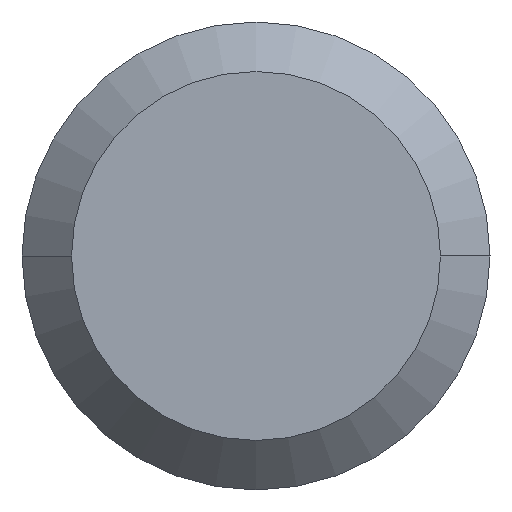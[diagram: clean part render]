
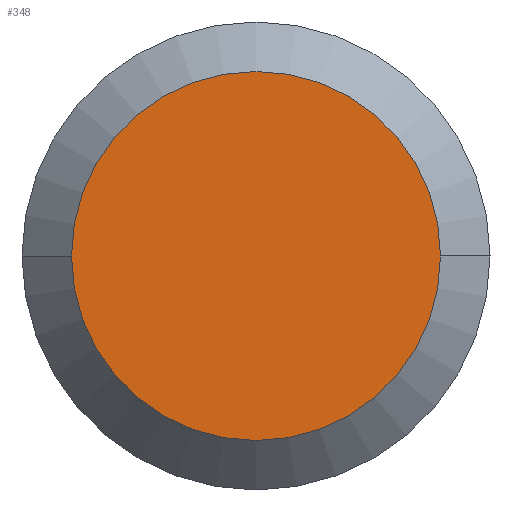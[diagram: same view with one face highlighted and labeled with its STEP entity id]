
A CAD part, left-side view. The second image highlights one B-rep face of the part: STEP entity #348.
In plain terms, the highlighted planar face has unit normal (-1, 0, 0).
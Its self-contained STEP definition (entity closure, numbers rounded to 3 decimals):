
#9 = DIRECTION ( 'NONE',  ( 1., 0., 0. ) ) ;
#14 = CIRCLE ( 'NONE', #21, 2.365 ) ;
#21 = AXIS2_PLACEMENT_3D ( 'NONE', #179, #9, #209 ) ;
#36 = CARTESIAN_POINT ( 'NONE',  ( 0., 0., 0. ) ) ;
#54 = EDGE_LOOP ( 'NONE', ( #85, #94 ) ) ;
#68 = CARTESIAN_POINT ( 'NONE',  ( 0., -2.365, 0. ) ) ;
#85 = ORIENTED_EDGE ( 'NONE', *, *, #298, .F. ) ;
#94 = ORIENTED_EDGE ( 'NONE', *, *, #147, .F. ) ;
#121 = DIRECTION ( 'NONE',  ( 1., 0., 0. ) ) ;
#144 = VERTEX_POINT ( 'NONE', #390 ) ;
#147 = EDGE_CURVE ( 'NONE', #395, #144, #166, .T. ) ;
#163 = CARTESIAN_POINT ( 'NONE',  ( 0., 0., 0. ) ) ;
#166 = CIRCLE ( 'NONE', #326, 2.365 ) ;
#179 = CARTESIAN_POINT ( 'NONE',  ( 0., 0., 0. ) ) ;
#202 = AXIS2_PLACEMENT_3D ( 'NONE', #36, #337, #275 ) ;
#209 = DIRECTION ( 'NONE',  ( 0., 1., 0. ) ) ;
#275 = DIRECTION ( 'NONE',  ( 0., -1., 0. ) ) ;
#278 = FACE_OUTER_BOUND ( 'NONE', #54, .T. ) ;
#290 = DIRECTION ( 'NONE',  ( 0., 1., 0. ) ) ;
#298 = EDGE_CURVE ( 'NONE', #144, #395, #14, .T. ) ;
#312 = PLANE ( 'NONE',  #202 ) ;
#326 = AXIS2_PLACEMENT_3D ( 'NONE', #163, #121, #290 ) ;
#337 = DIRECTION ( 'NONE',  ( -1., 0., 0. ) ) ;
#348 = ADVANCED_FACE ( 'NONE', ( #278 ), #312, .T. ) ;
#390 = CARTESIAN_POINT ( 'NONE',  ( 0., 2.365, 0. ) ) ;
#395 = VERTEX_POINT ( 'NONE', #68 ) ;
